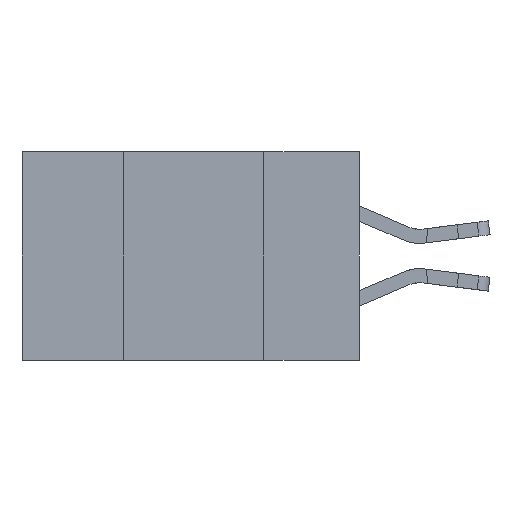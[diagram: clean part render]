
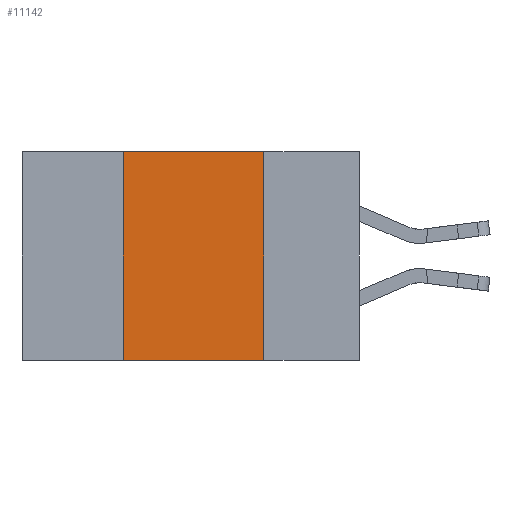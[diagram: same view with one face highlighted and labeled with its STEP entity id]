
A CAD part, left-side view. The second image highlights one B-rep face of the part: STEP entity #11142.
In plain terms, the highlighted planar face has unit normal (-1, 0, 0).
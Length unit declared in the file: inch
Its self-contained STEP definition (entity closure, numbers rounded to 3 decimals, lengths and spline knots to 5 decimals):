
#258 = EDGE_CURVE ( 'NONE', #15238, #13923, #1374, .T. ) ;
#746 = DIRECTION ( 'NONE',  ( 0., -1., 0. ) ) ;
#997 = CARTESIAN_POINT ( 'NONE',  ( 0., 0.17, -0.37 ) ) ;
#1115 = FACE_OUTER_BOUND ( 'NONE', #14687, .T. ) ;
#1374 = LINE ( 'NONE', #7333, #12086 ) ;
#1957 = VECTOR ( 'NONE', #13756, 39.37008 ) ;
#2123 = EDGE_CURVE ( 'NONE', #9189, #10458, #15700, .T. ) ;
#3157 = AXIS2_PLACEMENT_3D ( 'NONE', #4062, #13205, #5466 ) ;
#3482 = ORIENTED_EDGE ( 'NONE', *, *, #12326, .F. ) ;
#4062 = CARTESIAN_POINT ( 'NONE',  ( 0., 0.6, 0. ) ) ;
#4695 = CARTESIAN_POINT ( 'NONE',  ( 0., 0.42, -0.37 ) ) ;
#5394 = DIRECTION ( 'NONE',  ( 0., 0., -1. ) ) ;
#5435 = ORIENTED_EDGE ( 'NONE', *, *, #16509, .T. ) ;
#5440 = CARTESIAN_POINT ( 'NONE',  ( 0., 0.17, 0. ) ) ;
#5466 = DIRECTION ( 'NONE',  ( 0., 0., -1. ) ) ;
#6617 = ORIENTED_EDGE ( 'NONE', *, *, #2123, .F. ) ;
#7333 = CARTESIAN_POINT ( 'NONE',  ( 0., 0.42, 0. ) ) ;
#9189 = VERTEX_POINT ( 'NONE', #15346 ) ;
#9256 = LINE ( 'NONE', #14950, #1957 ) ;
#10458 = VERTEX_POINT ( 'NONE', #997 ) ;
#10845 = LINE ( 'NONE', #11565, #16694 ) ;
#11142 = ADVANCED_FACE ( 'NONE', ( #1115 ), #13156, .F. ) ;
#11565 = CARTESIAN_POINT ( 'NONE',  ( 0., 0.6, 0. ) ) ;
#12086 = VECTOR ( 'NONE', #12264, 39.37008 ) ;
#12264 = DIRECTION ( 'NONE',  ( 0., 0., 1. ) ) ;
#12326 = EDGE_CURVE ( 'NONE', #13923, #9189, #10845, .T. ) ;
#13156 = PLANE ( 'NONE',  #3157 ) ;
#13158 = ORIENTED_EDGE ( 'NONE', *, *, #258, .F. ) ;
#13205 = DIRECTION ( 'NONE',  ( 1., 0., 0. ) ) ;
#13756 = DIRECTION ( 'NONE',  ( 0., -1., 0. ) ) ;
#13923 = VERTEX_POINT ( 'NONE', #15913 ) ;
#14687 = EDGE_LOOP ( 'NONE', ( #6617, #3482, #13158, #5435 ) ) ;
#14950 = CARTESIAN_POINT ( 'NONE',  ( 0., 0.6, -0.37 ) ) ;
#15238 = VERTEX_POINT ( 'NONE', #4695 ) ;
#15292 = VECTOR ( 'NONE', #5394, 39.37008 ) ;
#15346 = CARTESIAN_POINT ( 'NONE',  ( 0., 0.17, 0. ) ) ;
#15700 = LINE ( 'NONE', #5440, #15292 ) ;
#15913 = CARTESIAN_POINT ( 'NONE',  ( 0., 0.42, 0. ) ) ;
#16509 = EDGE_CURVE ( 'NONE', #15238, #10458, #9256, .T. ) ;
#16694 = VECTOR ( 'NONE', #746, 39.37008 ) ;
